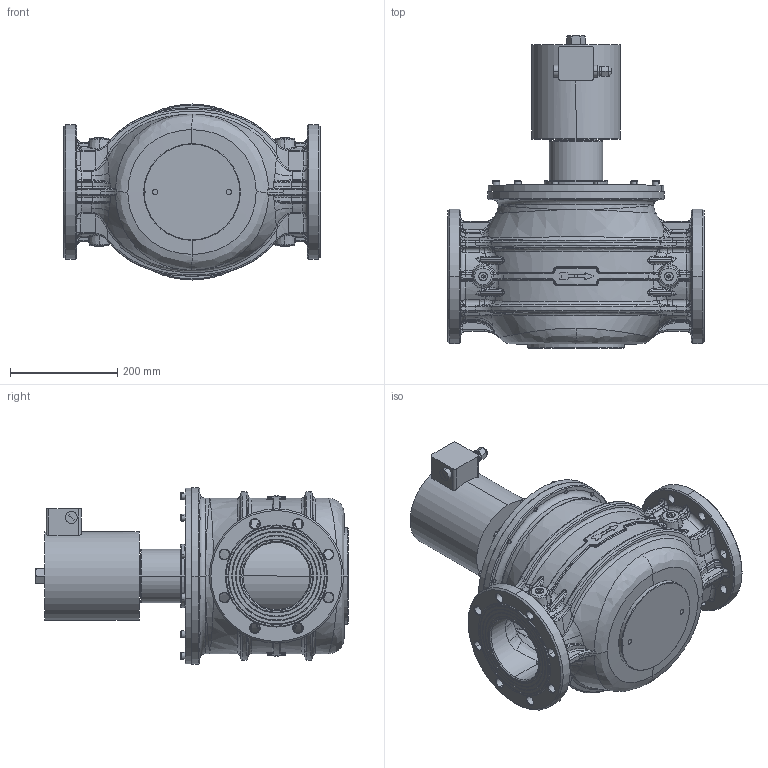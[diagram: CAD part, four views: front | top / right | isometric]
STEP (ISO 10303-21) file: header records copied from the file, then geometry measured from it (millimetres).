
FILE_DESCRIPTION((''),'2;1');
FILE_NAME('EVP11_ASM','2015-01-22T',('Utente'),(''),'PRO/ENGINEER BY PARAMETRIC TECHNOLOGY CORPORATION, 2012130','PRO/ENGINEER BY PARAMETRIC TECHNOLOGY CORPORATION, 2012130','');
FILE_SCHEMA(('CONFIG_CONTROL_DESIGN'));
Products named in the file (14): CO-2000_1; CP-2940; TA-1500; PR-1500; GU-1236; AL-0300; GU-1290; GR-0025; GUAINA150_ASM; CELONIDEBODYDN100; NUT; VITIM8; TP-100; EVP11_ASM
Assembly tree (27 placements, depth 3):
  EVP11_ASM
    CO-2000_1
    CP-2940
    TA-1500
    GUAINA150_ASM
      PR-1500
      GU-1236
      AL-0300
      GU-1290
      GR-0025
    CELONIDEBODYDN100
    NUT
    VITIM8  x12
    TP-100  x4
Bounding box: 480 x 582.2 x 328 mm (x, y, z)
Volume: 13246449.9 mm3; surface area: 1832016.2 mm2
Topology: 26 solids, 38 shells, 2379 faces, 5564 edges, 3288 vertices
Faces by surface type: bspline 803, plane 623, cylinder 590, cone 248, torus 87, extrusion 24, sphere 4
Entity records: 98264 total; most frequent: CARTESIAN_POINT 58046, ORIENTED_EDGE 9288, DIRECTION 7020, EDGE_CURVE 4668, AXIS2_PLACEMENT_3D 2899, VERTEX_POINT 2769, EDGE_LOOP 2085, FACE_OUTER_BOUND 1950
